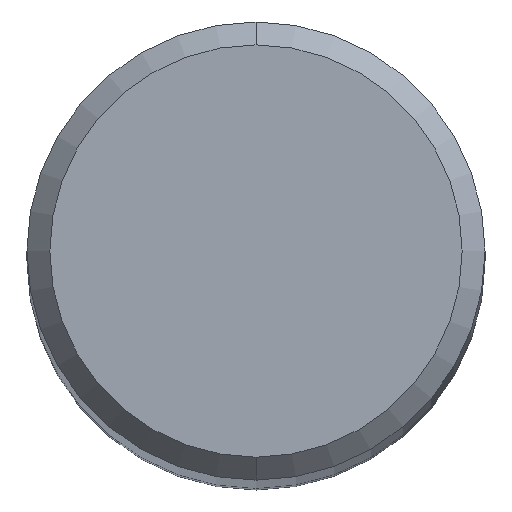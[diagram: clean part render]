
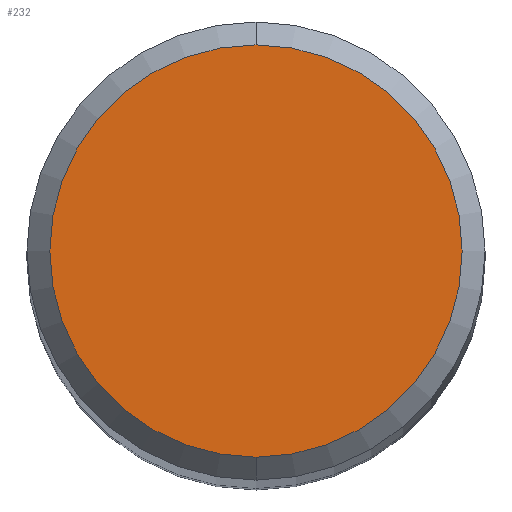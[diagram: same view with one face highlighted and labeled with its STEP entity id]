
A CAD part, top view. The second image highlights one B-rep face of the part: STEP entity #232.
In plain terms, the highlighted planar face has unit normal (0, 0, 1).
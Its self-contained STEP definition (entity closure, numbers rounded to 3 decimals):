
#232=ADVANCED_FACE('',(#505),#506,.T.);
#252=EDGE_CURVE('',#352,#270,#528,.T.);
#270=VERTEX_POINT('',#550);
#286=EDGE_CURVE('',#270,#352,#567,.T.);
#352=VERTEX_POINT('',#640);
#505=FACE_OUTER_BOUND('',#886,.T.);
#506=PLANE('',#887);
#528=CIRCLE('',#945,3.6);
#550=CARTESIAN_POINT('',(0.,-3.6,0.0));
#567=CIRCLE('',#1007,3.6);
#640=CARTESIAN_POINT('',(0.0,3.6,0.0));
#886=EDGE_LOOP('',(#1369,#1370));
#887=AXIS2_PLACEMENT_3D('',#1371,#1372,#1373);
#945=AXIS2_PLACEMENT_3D('',#1397,#1398,#1399);
#1007=AXIS2_PLACEMENT_3D('',#1457,#1458,#1459);
#1369=ORIENTED_EDGE('',*,*,#252,.F.);
#1370=ORIENTED_EDGE('',*,*,#286,.F.);
#1371=CARTESIAN_POINT('',(0.0,1.8,0.0));
#1372=DIRECTION('',(-0.0,0.0,1.0));
#1373=DIRECTION('',(0.0,-1.0,0.0));
#1397=CARTESIAN_POINT('',(0.0,0.0,0.0));
#1398=DIRECTION('',(0.0,0.0,-1.0));
#1399=DIRECTION('',(0.0,1.0,0.0));
#1457=CARTESIAN_POINT('',(0.0,0.0,0.0));
#1458=DIRECTION('',(0.0,0.0,-1.0));
#1459=DIRECTION('',(0.0,1.0,0.0));
